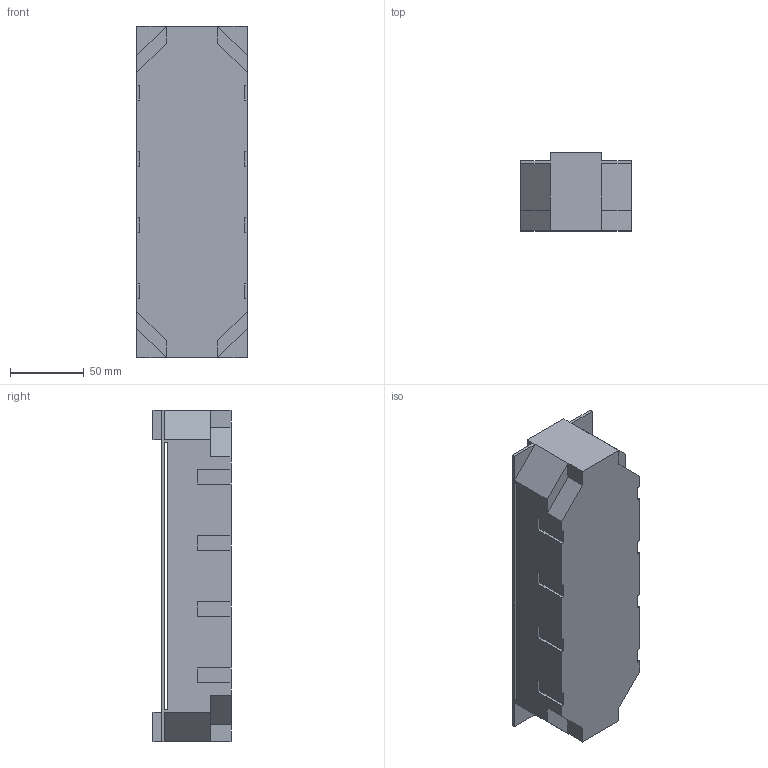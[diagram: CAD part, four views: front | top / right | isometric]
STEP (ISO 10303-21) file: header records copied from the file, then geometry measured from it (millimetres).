
FILE_DESCRIPTION((''),'2;1');
FILE_NAME('GTVR400','2024-02-05T16:38:28',('goergem'),(''),'CREO PARAMETRIC BY PTC INC, 2022281','CREO PARAMETRIC BY PTC INC, 2022281','');
FILE_SCHEMA(('AUTOMOTIVE_DESIGN { 1 0 10303 214 1 1 1 1 }'));
Length unit declared in the file: millimetre
Products named in the file (1): GTVR400
Bounding box: 75 x 53 x 225 mm (x, y, z)
Volume: 286402.3 mm3; surface area: 105624.8 mm2
Topology: 1 solids, 1 shells, 132 faces, 378 edges, 246 vertices
Faces by surface type: plane 132
Entity records: 8078 total; most frequent: CARTESIAN_POINT 2542, POLYLINE 840, DIRECTION 802, ORIENTED_EDGE 756, VECTOR 381, LINE 381, EDGE_CURVE 378, VERTEX_POINT 246
